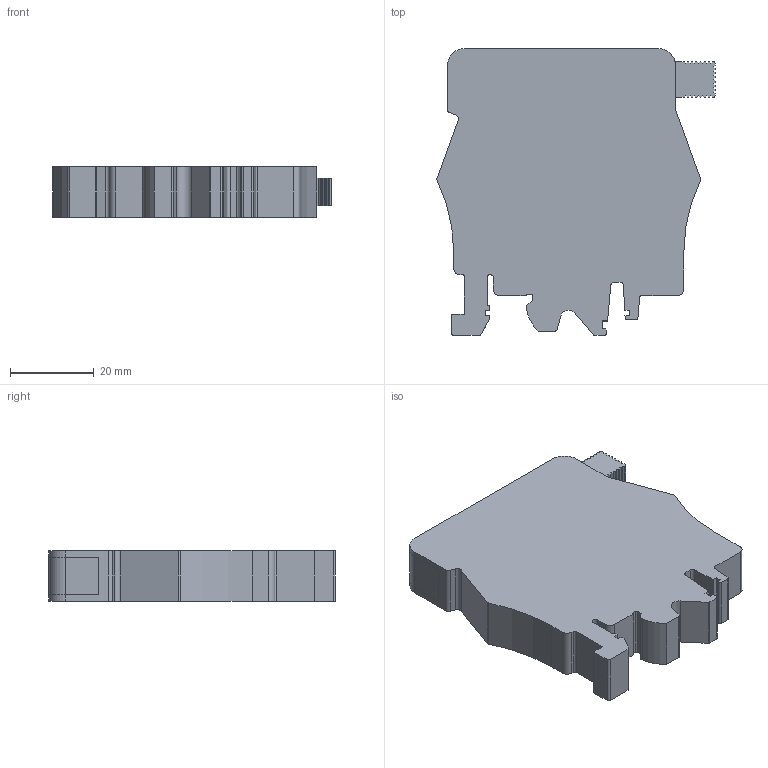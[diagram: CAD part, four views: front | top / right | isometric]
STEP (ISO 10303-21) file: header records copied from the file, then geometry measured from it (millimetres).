
FILE_DESCRIPTION(('Creo Elements/Direct Modeling STEP Export'),'2;1');
FILE_NAME('FPC.10.stp','2013-12-11T 9:20:25',(''),(''),'Creo Elements/Direct Modeling STEP processor for AP214 (Solid Model)','Creo Elements/Direct Modeling 18.0B 02-Dec-2011 (C) Parametric Technology GmbH','');
FILE_SCHEMA(('AUTOMOTIVE_DESIGN { 1 0 10303 214 1 1 1 1 }'));
Length unit declared in the file: millimetre
Products named in the file (2): FPC.10
Assembly tree (1 placements, depth 2):
  FPC.10
    FPC.10
Bounding box: 66.53 x 68.5 x 12 mm (x, y, z)
Volume: 42526.9 mm3; surface area: 10990.9 mm2
Topology: 1 solids, 1 shells, 153 faces, 449 edges, 298 vertices
Faces by surface type: plane 119, cylinder 34
Entity records: 5616 total; most frequent: ORIENTED_EDGE 898, CARTESIAN_POINT 890, DIRECTION 803, EDGE_CURVE 449, VECTOR 381, LINE 381, VERTEX_POINT 298, AXIS2_PLACEMENT_3D 211
